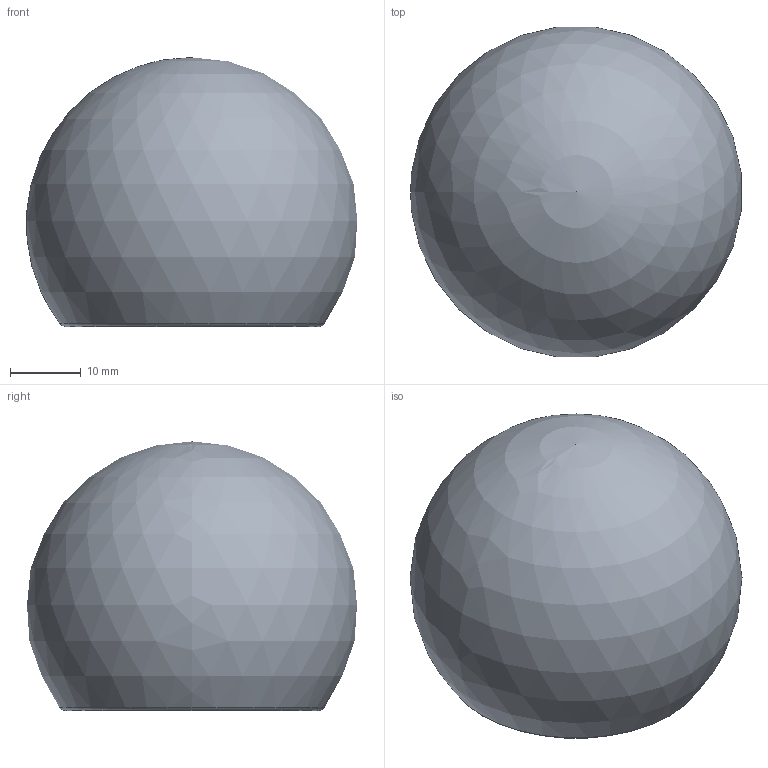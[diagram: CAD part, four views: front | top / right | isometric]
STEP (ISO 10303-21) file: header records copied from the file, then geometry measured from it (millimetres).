
FILE_DESCRIPTION(/* description */ (''),/* implementation_level */ '2;1');
FILE_NAME(/* name */ 'Rohrabschlusskugel_X143.stp',/* time_stamp */ '2017-05-31T10:30:41+02:00',/* author */ (''),/* organization */ (''),/* preprocessor_version */ 'ST-DEVELOPER v16',/* originating_system */ 'SIEMENS PLM Software NX 11.0',/* authorisation */ '');
FILE_SCHEMA (('AUTOMOTIVE_DESIGN { 1 0 10303 214 3 1 1 1 }'));
Length unit declared in the file: millimetre
Products named in the file (1): Goge2404B7CEt5tf
Bounding box: 46.79 x 46.7 x 38.1 mm (x, y, z)
Volume: 13158.5 mm3; surface area: 13129.1 mm2
Topology: 1 solids, 1 shells, 6 faces, 12 edges, 7 vertices
Faces by surface type: cylinder 2, sphere 2, torus 1, plane 1
Full cylindrical faces by diameter (mm): 33.7 x1, 37.7 x1
Entity records: 146 total; most frequent: DIRECTION 24, CARTESIAN_POINT 17, AXIS2_PLACEMENT_3D 12, EDGE_LOOP 10, ORIENTED_EDGE 10, FACE_BOUND 8, ADVANCED_FACE 6, VERTEX_POINT 5
